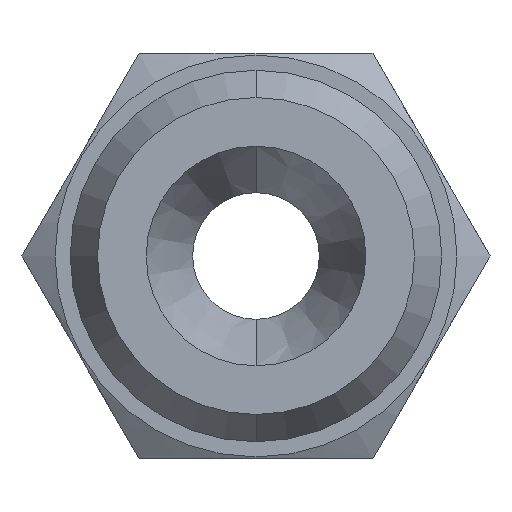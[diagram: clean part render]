
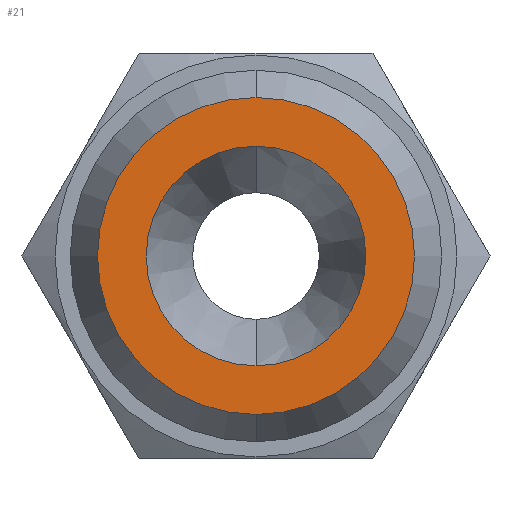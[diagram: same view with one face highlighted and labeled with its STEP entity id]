
A CAD part, front view. The second image highlights one B-rep face of the part: STEP entity #21.
In plain terms, the highlighted planar face has unit normal (0, -1, 0).
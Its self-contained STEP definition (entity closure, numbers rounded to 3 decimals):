
#21 = ADVANCED_FACE ( 'NONE', ( #625, #631 ), #903, .T. ) ;
#24 = EDGE_CURVE ( 'NONE', #249, #250, #403, .T. ) ;
#58 = EDGE_CURVE ( 'NONE', #261, #265, #451, .T. ) ;
#103 = EDGE_CURVE ( 'NONE', #265, #261, #512, .T. ) ;
#105 = EDGE_CURVE ( 'NONE', #250, #249, #508, .T. ) ;
#172 = EDGE_LOOP ( 'NONE', ( #387, #382 ) ) ;
#173 = EDGE_LOOP ( 'NONE', ( #391, #380 ) ) ;
#249 = VERTEX_POINT ( 'NONE', #981 ) ;
#250 = VERTEX_POINT ( 'NONE', #980 ) ;
#261 = VERTEX_POINT ( 'NONE', #965 ) ;
#265 = VERTEX_POINT ( 'NONE', #961 ) ;
#380 = ORIENTED_EDGE ( 'NONE', *, *, #105, .T. ) ;
#382 = ORIENTED_EDGE ( 'NONE', *, *, #58, .F. ) ;
#387 = ORIENTED_EDGE ( 'NONE', *, *, #103, .F. ) ;
#391 = ORIENTED_EDGE ( 'NONE', *, *, #24, .T. ) ;
#403 = CIRCLE ( 'NONE', #408, 9.383 ) ;
#404 = AXIS2_PLACEMENT_3D ( 'NONE', #905, #904, #907 ) ;
#408 = AXIS2_PLACEMENT_3D ( 'NONE', #750, #751, #752 ) ;
#451 = CIRCLE ( 'NONE', #452, 6.5 ) ;
#452 = AXIS2_PLACEMENT_3D ( 'NONE', #1059, #1056, #1053 ) ;
#508 = CIRCLE ( 'NONE', #520, 9.383 ) ;
#512 = CIRCLE ( 'NONE', #517, 6.5 ) ;
#517 = AXIS2_PLACEMENT_3D ( 'NONE', #1168, #1167, #1166 ) ;
#520 = AXIS2_PLACEMENT_3D ( 'NONE', #1161, #1160, #1158 ) ;
#625 = FACE_BOUND ( 'NONE', #172, .T. ) ;
#631 = FACE_OUTER_BOUND ( 'NONE', #173, .T. ) ;
#750 = CARTESIAN_POINT ( 'NONE',  ( 0., 0., 0. ) ) ;
#751 = DIRECTION ( 'NONE',  ( 0., -1., 0. ) ) ;
#752 = DIRECTION ( 'NONE',  ( 0., 0., -1. ) ) ;
#903 = PLANE ( 'NONE',  #404 ) ;
#904 = DIRECTION ( 'NONE',  ( 0., -1., 0. ) ) ;
#905 = CARTESIAN_POINT ( 'NONE',  ( 0., 0., 0. ) ) ;
#907 = DIRECTION ( 'NONE',  ( 0., 0., -1. ) ) ;
#961 = CARTESIAN_POINT ( 'NONE',  ( 0., 0., -6.5 ) ) ;
#965 = CARTESIAN_POINT ( 'NONE',  ( 0., 0., 6.5 ) ) ;
#980 = CARTESIAN_POINT ( 'NONE',  ( 0., 0., -9.383 ) ) ;
#981 = CARTESIAN_POINT ( 'NONE',  ( 0., 0., 9.383 ) ) ;
#1053 = DIRECTION ( 'NONE',  ( 0., 0., -1. ) ) ;
#1056 = DIRECTION ( 'NONE',  ( 0., -1., 0. ) ) ;
#1059 = CARTESIAN_POINT ( 'NONE',  ( 0., 0., 0. ) ) ;
#1158 = DIRECTION ( 'NONE',  ( 0., 0., -1. ) ) ;
#1160 = DIRECTION ( 'NONE',  ( 0., -1., 0. ) ) ;
#1161 = CARTESIAN_POINT ( 'NONE',  ( 0., 0., 0. ) ) ;
#1166 = DIRECTION ( 'NONE',  ( 0., 0., -1. ) ) ;
#1167 = DIRECTION ( 'NONE',  ( 0., -1., 0. ) ) ;
#1168 = CARTESIAN_POINT ( 'NONE',  ( 0., 0., 0. ) ) ;
